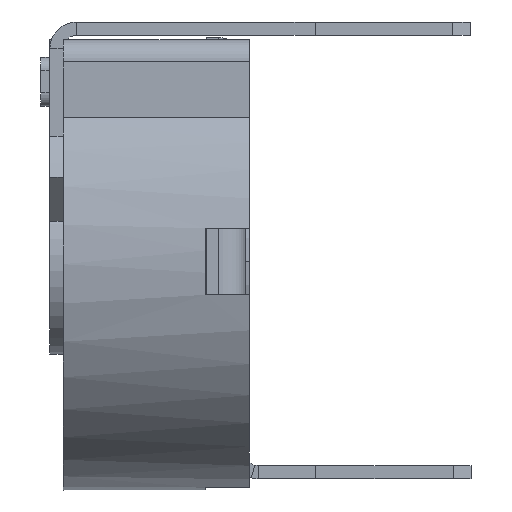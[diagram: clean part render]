
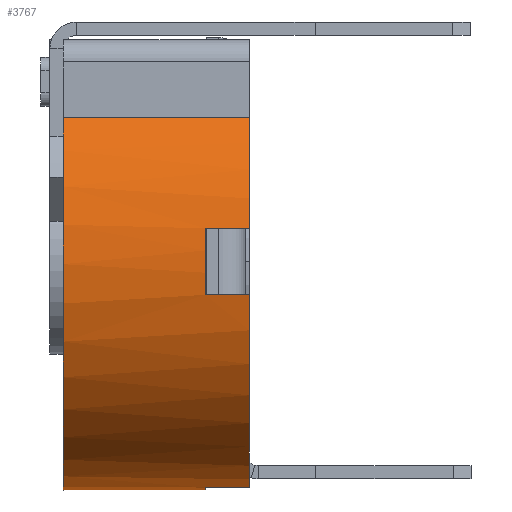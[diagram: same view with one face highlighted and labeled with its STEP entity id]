
A CAD part, left-side view. The second image highlights one B-rep face of the part: STEP entity #3767.
In plain terms, the highlighted cylindrical face has radius 5.15 mm (diameter 10.3 mm), a partial arc.
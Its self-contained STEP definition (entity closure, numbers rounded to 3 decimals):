
#18=CARTESIAN_POINT('',(0.,0.,0.));
#19=DIRECTION('',(0.,1.,0.));
#20=DIRECTION('',(-0.989,0.,0.146));
#21=AXIS2_PLACEMENT_3D('',#18,#19,#20);
#79=CARTESIAN_POINT('',(0.,4.2,0.));
#80=DIRECTION('',(0.,1.,0.));
#81=DIRECTION('',(0.777,0.,0.63));
#82=AXIS2_PLACEMENT_3D('',#79,#80,#81);
#482=CARTESIAN_POINT('',(0.,0.,0.));
#483=DIRECTION('',(0.,1.,0.));
#484=DIRECTION('',(0.777,0.,0.63));
#485=AXIS2_PLACEMENT_3D('',#482,#483,#484);
#818=DIRECTION('',(0.,1.,0.));
#819=VECTOR('',#818,1.);
#820=CARTESIAN_POINT('',(-5.095,0.,-0.75));
#821=LINE('',#820,#819);
#822=DIRECTION('',(0.,1.,0.));
#823=VECTOR('',#822,1.);
#824=CARTESIAN_POINT('',(-0.75,0.,-5.095));
#825=LINE('',#824,#823);
#826=CARTESIAN_POINT('',(0.,1.,0.));
#827=DIRECTION('',(0.,-1.,0.));
#828=DIRECTION('',(-0.146,0.,-0.989));
#829=AXIS2_PLACEMENT_3D('',#826,#827,#828);
#831=DIRECTION('',(0.,1.,0.));
#832=VECTOR('',#831,1.);
#833=CARTESIAN_POINT('',(0.75,0.,-5.095));
#834=LINE('',#833,#832);
#835=DIRECTION('',(0.,1.,0.));
#836=VECTOR('',#835,1.);
#837=CARTESIAN_POINT('',(5.095,0.,-0.75));
#838=LINE('',#837,#836);
#839=CARTESIAN_POINT('',(0.,1.,0.));
#840=DIRECTION('',(0.,-1.,0.));
#841=DIRECTION('',(0.989,0.,-0.146));
#842=AXIS2_PLACEMENT_3D('',#839,#840,#841);
#844=DIRECTION('',(0.,1.,0.));
#845=VECTOR('',#844,1.);
#846=CARTESIAN_POINT('',(5.095,0.,0.75));
#847=LINE('',#846,#845);
#848=DIRECTION('',(0.,1.,0.));
#849=VECTOR('',#848,4.2);
#850=CARTESIAN_POINT('',(4.,0.,3.244));
#851=LINE('',#850,#849);
#852=DIRECTION('',(0.,1.,0.));
#853=VECTOR('',#852,1.);
#854=CARTESIAN_POINT('',(-5.095,0.,0.75));
#855=LINE('',#854,#853);
#856=CARTESIAN_POINT('',(0.,1.,0.));
#857=DIRECTION('',(0.,-1.,0.));
#858=DIRECTION('',(-0.989,0.,0.146));
#859=AXIS2_PLACEMENT_3D('',#856,#857,#858);
#1200=CARTESIAN_POINT('',(0.,0.,0.));
#1201=DIRECTION('',(0.,1.,0.));
#1202=DIRECTION('',(0.989,0.,-0.146));
#1203=AXIS2_PLACEMENT_3D('',#1200,#1201,#1202);
#1265=CARTESIAN_POINT('',(0.,0.,0.));
#1266=DIRECTION('',(0.,1.,0.));
#1267=DIRECTION('',(-0.146,0.,-0.989));
#1268=AXIS2_PLACEMENT_3D('',#1265,#1266,#1267);
#1515=DIRECTION('',(0.,1.,0.));
#1516=VECTOR('',#1515,4.2);
#1517=CARTESIAN_POINT('',(-4.,0.,3.244));
#1518=LINE('',#1517,#1516);
#2037=CARTESIAN_POINT('',(4.,4.2,3.244));
#2038=CARTESIAN_POINT('',(-4.,4.2,3.244));
#2039=VERTEX_POINT('',#2037);
#2040=VERTEX_POINT('',#2038);
#2041=CARTESIAN_POINT('',(4.,0.,3.244));
#2042=VERTEX_POINT('',#2041);
#2043=CARTESIAN_POINT('',(-4.,0.,3.244));
#2044=VERTEX_POINT('',#2043);
#2145=CARTESIAN_POINT('',(0.75,0.,-5.095));
#2146=CARTESIAN_POINT('',(0.75,1.,-5.095));
#2147=VERTEX_POINT('',#2145);
#2148=VERTEX_POINT('',#2146);
#2149=CARTESIAN_POINT('',(-0.75,0.,-5.095));
#2150=CARTESIAN_POINT('',(-0.75,1.,-5.095));
#2151=VERTEX_POINT('',#2149);
#2152=VERTEX_POINT('',#2150);
#2177=CARTESIAN_POINT('',(5.095,1.,0.75));
#2179=VERTEX_POINT('',#2177);
#2182=CARTESIAN_POINT('',(5.095,1.,-0.75));
#2184=VERTEX_POINT('',#2182);
#2193=CARTESIAN_POINT('',(-5.095,1.,-0.75));
#2195=VERTEX_POINT('',#2193);
#2198=CARTESIAN_POINT('',(-5.095,1.,0.75));
#2200=VERTEX_POINT('',#2198);
#2202=CARTESIAN_POINT('',(5.095,0.,0.75));
#2204=VERTEX_POINT('',#2202);
#2206=CARTESIAN_POINT('',(5.095,0.,-0.75));
#2208=VERTEX_POINT('',#2206);
#2220=CARTESIAN_POINT('',(-5.095,0.,-0.75));
#2222=VERTEX_POINT('',#2220);
#2224=CARTESIAN_POINT('',(-5.095,0.,0.75));
#2226=VERTEX_POINT('',#2224);
#3733=CARTESIAN_POINT('',(0.,0.,0.));
#3734=DIRECTION('',(0.,1.,0.));
#3735=DIRECTION('',(1.,0.,0.));
#3736=AXIS2_PLACEMENT_3D('',#3733,#3734,#3735);
#3737=CYLINDRICAL_SURFACE('',#3736,5.15);
#3739=ORIENTED_EDGE('',*,*,#3738,.F.);
#3741=ORIENTED_EDGE('',*,*,#3740,.F.);
#3743=ORIENTED_EDGE('',*,*,#3742,.T.);
#3745=ORIENTED_EDGE('',*,*,#3744,.T.);
#3747=ORIENTED_EDGE('',*,*,#3746,.F.);
#3749=ORIENTED_EDGE('',*,*,#3748,.F.);
#3751=ORIENTED_EDGE('',*,*,#3750,.T.);
#3753=ORIENTED_EDGE('',*,*,#3752,.T.);
#3754=ORIENTED_EDGE('',*,*,#3085,.F.);
#3755=ORIENTED_EDGE('',*,*,#3194,.F.);
#3756=ORIENTED_EDGE('',*,*,#3727,.T.);
#3757=ORIENTED_EDGE('',*,*,#2730,.T.);
#3759=ORIENTED_EDGE('',*,*,#3758,.F.);
#3760=ORIENTED_EDGE('',*,*,#2664,.F.);
#3762=ORIENTED_EDGE('',*,*,#3761,.T.);
#3764=ORIENTED_EDGE('',*,*,#3763,.T.);
#3765=EDGE_LOOP('',(#3739,#3741,#3743,#3745,#3747,#3749,#3751,#3753,#3754,#3755,
#3756,#3757,#3759,#3760,#3762,#3764));
#3766=FACE_OUTER_BOUND('',#3765,.F.);
#3767=ADVANCED_FACE('',(#3766),#3737,.T.);
#22=CIRCLE('',#21,5.15);
#83=CIRCLE('',#82,5.15);
#486=CIRCLE('',#485,5.15);
#830=CIRCLE('',#829,5.15);
#843=CIRCLE('',#842,5.15);
#860=CIRCLE('',#859,5.15);
#1204=CIRCLE('',#1203,5.15);
#1269=CIRCLE('',#1268,5.15);
#2664=EDGE_CURVE('',#2226,#2044,#22,.T.);
#2730=EDGE_CURVE('',#2039,#2040,#83,.T.);
#3085=EDGE_CURVE('',#2204,#2179,#847,.T.);
#3194=EDGE_CURVE('',#2042,#2204,#486,.T.);
#3727=EDGE_CURVE('',#2042,#2039,#851,.T.);
#3738=EDGE_CURVE('',#2222,#2195,#821,.T.);
#3740=EDGE_CURVE('',#2151,#2222,#1269,.T.);
#3742=EDGE_CURVE('',#2151,#2152,#825,.T.);
#3744=EDGE_CURVE('',#2152,#2148,#830,.T.);
#3746=EDGE_CURVE('',#2147,#2148,#834,.T.);
#3748=EDGE_CURVE('',#2208,#2147,#1204,.T.);
#3750=EDGE_CURVE('',#2208,#2184,#838,.T.);
#3752=EDGE_CURVE('',#2184,#2179,#843,.T.);
#3758=EDGE_CURVE('',#2044,#2040,#1518,.T.);
#3761=EDGE_CURVE('',#2226,#2200,#855,.T.);
#3763=EDGE_CURVE('',#2200,#2195,#860,.T.);
